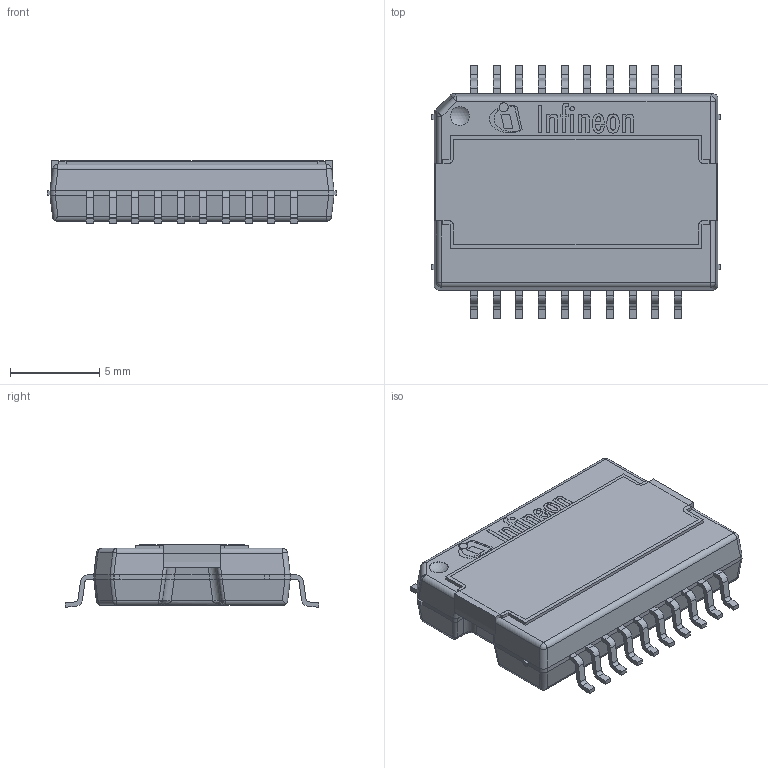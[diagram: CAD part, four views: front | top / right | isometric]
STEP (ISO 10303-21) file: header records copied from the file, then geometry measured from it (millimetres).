
FILE_DESCRIPTION(/* description */ (''),/* implementation_level */ '2;1');
FILE_NAME(/* name */ 'PG-DSO-20-87_Z8B00179403_V01_3D.stp',/* time_stamp */ '2018-12-07T17:45:30+05:00',/* author */ ('janartha'),/* organization */ (''),/* preprocessor_version */ 'ST-DEVELOPER v16.13',/* originating_system */ 'AutoCAD Mechanical',/* authorisation */ '');
FILE_SCHEMA (('AUTOMOTIVE_DESIGN { 1 0 10303 214 3 1 1 }'));
Length unit declared in the file: millimetre
Products named in the file (1): Product
Bounding box: 16.2 x 14.2 x 3.5 mm (x, y, z)
Volume: 663.1 mm3; surface area: 1672.9 mm2
Topology: 42 solids, 42 shells, 667 faces, 1704 edges, 1114 vertices
Faces by surface type: plane 384, cylinder 259, sphere 12, bspline 12
Full cylindrical faces by diameter (mm): 0.247 x1, 0.509 x1, 1.058 x2
Entity records: 20436 total; most frequent: CARTESIAN_POINT 3816, DIRECTION 3533, ORIENTED_EDGE 3382, EDGE_CURVE 1691, AXIS2_PLACEMENT_3D 1186, LINE 1161, VECTOR 1161, VERTEX_POINT 1113
